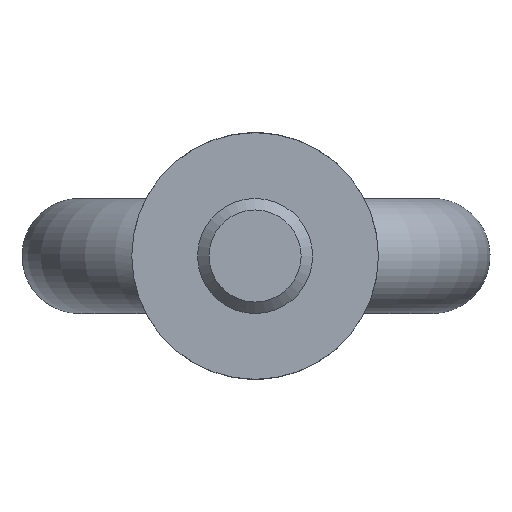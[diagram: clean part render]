
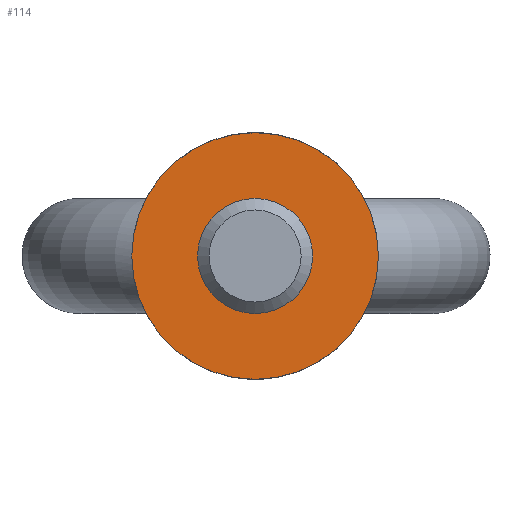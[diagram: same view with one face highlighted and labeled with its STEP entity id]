
A CAD part, front view. The second image highlights one B-rep face of the part: STEP entity #114.
In plain terms, the highlighted planar face has unit normal (0, -1, 0).
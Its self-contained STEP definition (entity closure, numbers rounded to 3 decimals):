
#76=FACE_BOUND('',#175,.T.);
#77=FACE_BOUND('',#176,.T.);
#103=PLANE('',#495);
#114=ADVANCED_FACE('',(#76,#77),#103,.F.);
#175=EDGE_LOOP('',(#285));
#176=EDGE_LOOP('',(#286));
#224=CIRCLE('',#492,7.);
#225=CIRCLE('',#494,15.);
#285=ORIENTED_EDGE('',*,*,#433,.F.);
#286=ORIENTED_EDGE('',*,*,#432,.T.);
#388=VERTEX_POINT('',#850);
#389=VERTEX_POINT('',#853);
#432=EDGE_CURVE('',#388,#388,#224,.T.);
#433=EDGE_CURVE('',#389,#389,#225,.T.);
#492=AXIS2_PLACEMENT_3D('',#849,#561,#562);
#494=AXIS2_PLACEMENT_3D('',#852,#565,#566);
#495=AXIS2_PLACEMENT_3D('',#854,#567,#568);
#561=DIRECTION('',(0.,1.,0.));
#562=DIRECTION('',(-1.,0.,0.));
#565=DIRECTION('',(0.,1.,0.));
#566=DIRECTION('',(-1.,0.,0.));
#567=DIRECTION('',(0.,1.,0.));
#568=DIRECTION('',(-1.,0.,0.));
#849=CARTESIAN_POINT('',(0.,0.,0.));
#850=CARTESIAN_POINT('',(-7.,0.,0.));
#852=CARTESIAN_POINT('',(0.,0.,0.));
#853=CARTESIAN_POINT('',(-15.,0.,0.));
#854=CARTESIAN_POINT('',(7.,0.,0.));
